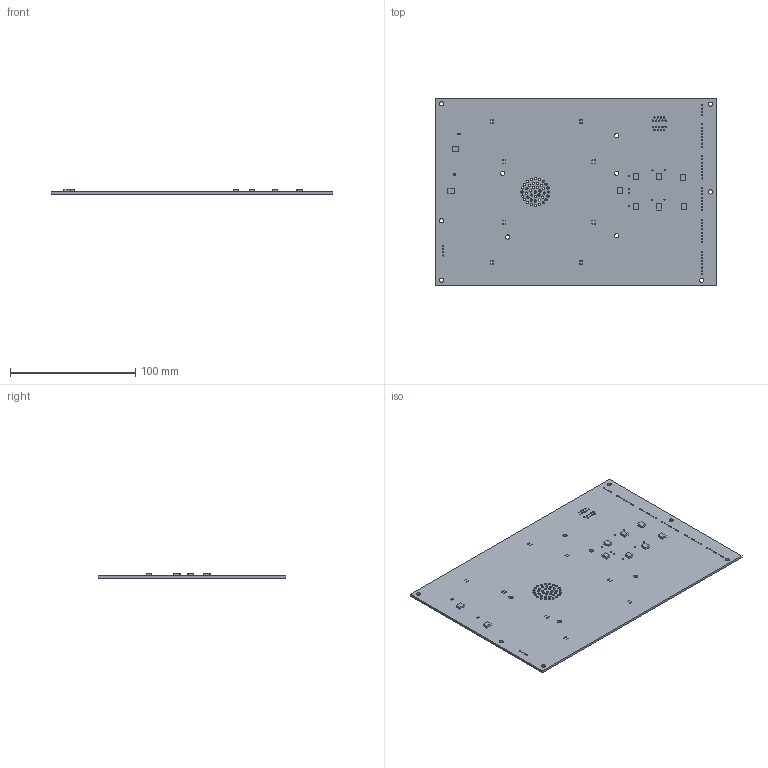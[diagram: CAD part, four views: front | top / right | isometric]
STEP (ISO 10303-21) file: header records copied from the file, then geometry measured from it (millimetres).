
FILE_DESCRIPTION(('Open CASCADE Model'),'2;1');
FILE_NAME('Open CASCADE Shape Model','2011-07-07T08:48:30',('Author'),( 'Open CASCADE'),'Open CASCADE STEP processor 6.2','Open CASCADE 6.2' ,'Unknown');
FILE_SCHEMA(('AUTOMOTIVE_DESIGN { 1 0 10303 214 1 1 1 1 }'));
Length unit declared in the file: millimetre
Products named in the file (17): PCB; Board; U1; 684737648; Extruded; U2; U3; U4; 684737776; U6; U7; U8; U5; 684737520; U9
Assembly tree (22 placements, depth 4):
  PCB
    Board
    U1
      684737648
        Extruded
    U2
      684737648
        Extruded
    U3
      684737648
        Extruded
    U4
      684737776
        Extruded
    U6
      684737648
        Extruded
    U7
      684737648
        Extruded
    U8
      684737776
        Extruded
    U5
      684737520
        Extruded
    U9
      684737520
        Extruded
Bounding box: 225 x 150 x 3.58 mm (x, y, z)
Volume: 61389.2 mm3; surface area: 70144.2 mm2
Topology: 10 solids, 10 shells, 230 faces, 630 edges, 420 vertices
Faces by surface type: cylinder 170, plane 60
Full cylindrical faces by diameter (mm): 0.254 x12, 0.635 x32, 0.85 x8, 0.9 x48, 1 x18, 1.778 x41, 3.4 x11
Entity records: 14878 total; most frequent: DIRECTION 2448, CARTESIAN_POINT 2263, ORIENTED_EDGE 1116, PCURVE 1116, DEFINITIONAL_REPRESENTATION 1116, LINE 994, VECTOR 994, CIRCLE 680
